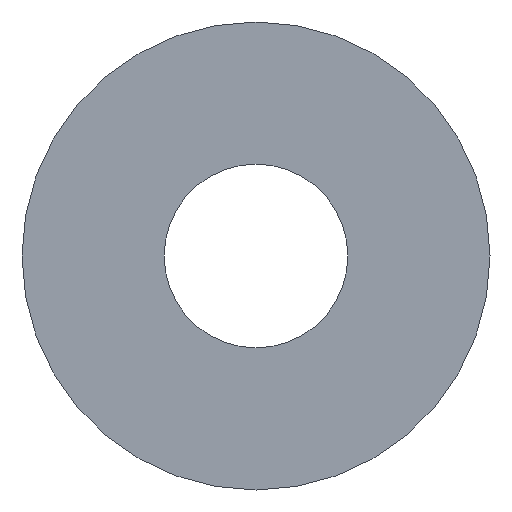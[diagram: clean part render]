
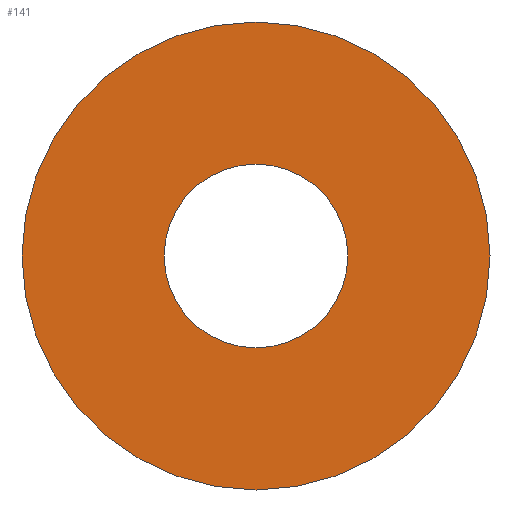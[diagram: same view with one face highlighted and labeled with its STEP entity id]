
A CAD part, left-side view. The second image highlights one B-rep face of the part: STEP entity #141.
In plain terms, the highlighted planar face has unit normal (-1, 0, 0).
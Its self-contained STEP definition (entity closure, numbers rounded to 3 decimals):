
#97 = EDGE_CURVE( '', #179, #135, #225, .T. );
#117 = VERTEX_POINT( '', #245 );
#135 = VERTEX_POINT( '', #265 );
#137 = VERTEX_POINT( '', #267 );
#141 = ADVANCED_FACE( '', ( #273, #274 ), #275, .T. );
#143 = EDGE_CURVE( '', #117, #137, #277, .T. );
#151 = EDGE_CURVE( '', #135, #179, #286, .T. );
#155 = EDGE_CURVE( '', #137, #117, #291, .T. );
#179 = VERTEX_POINT( '', #316 );
#225 = CIRCLE( '', #360, 22.5 );
#245 = CARTESIAN_POINT( '', ( -5.5, 8.833, 0. ) );
#265 = CARTESIAN_POINT( '', ( -5.5, -22.5, 0. ) );
#267 = CARTESIAN_POINT( '', ( -5.5, -8.833, 0. ) );
#273 = FACE_BOUND( '', #422, .T. );
#274 = FACE_OUTER_BOUND( '', #423, .T. );
#275 = PLANE( '', #424 );
#277 = CIRCLE( '', #427, 8.833 );
#286 = CIRCLE( '', #439, 22.5 );
#291 = CIRCLE( '', #445, 8.833 );
#316 = CARTESIAN_POINT( '', ( -5.5, 22.5, 0. ) );
#360 = AXIS2_PLACEMENT_3D( '', #525, #526, #527 );
#422 = EDGE_LOOP( '', ( #565, #566 ) );
#423 = EDGE_LOOP( '', ( #567, #568 ) );
#424 = AXIS2_PLACEMENT_3D( '', #569, #570, #571 );
#427 = AXIS2_PLACEMENT_3D( '', #572, #573, #574 );
#439 = AXIS2_PLACEMENT_3D( '', #589, #590, #591 );
#445 = AXIS2_PLACEMENT_3D( '', #600, #601, #602 );
#525 = CARTESIAN_POINT( '', ( -5.5, 0., 0. ) );
#526 = DIRECTION( '', ( -1., 0., 0. ) );
#527 = DIRECTION( '', ( 0., 1., 0. ) );
#565 = ORIENTED_EDGE( '', *, *, #143, .F. );
#566 = ORIENTED_EDGE( '', *, *, #155, .F. );
#567 = ORIENTED_EDGE( '', *, *, #97, .T. );
#568 = ORIENTED_EDGE( '', *, *, #151, .T. );
#569 = CARTESIAN_POINT( '', ( -5.5, 15.667, 0. ) );
#570 = DIRECTION( '', ( -1., 0., 0. ) );
#571 = DIRECTION( '', ( 0., 1., 0. ) );
#572 = CARTESIAN_POINT( '', ( -5.5, 0., 0. ) );
#573 = DIRECTION( '', ( -1., 0., 0. ) );
#574 = DIRECTION( '', ( 0., 1., 0. ) );
#589 = CARTESIAN_POINT( '', ( -5.5, 0., 0. ) );
#590 = DIRECTION( '', ( -1., 0., 0. ) );
#591 = DIRECTION( '', ( 0., 1., 0. ) );
#600 = CARTESIAN_POINT( '', ( -5.5, 0., 0. ) );
#601 = DIRECTION( '', ( -1., 0., 0. ) );
#602 = DIRECTION( '', ( 0., 1., 0. ) );
